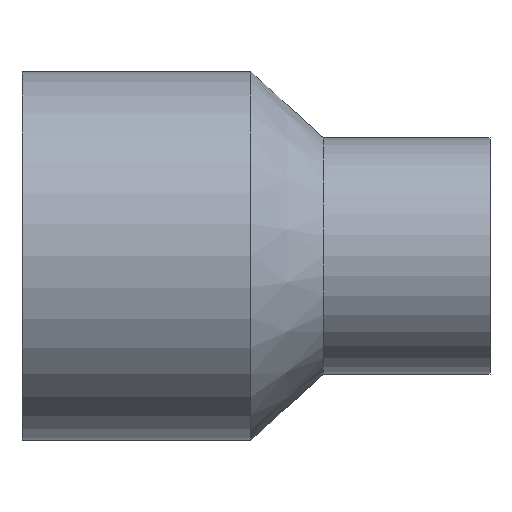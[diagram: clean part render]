
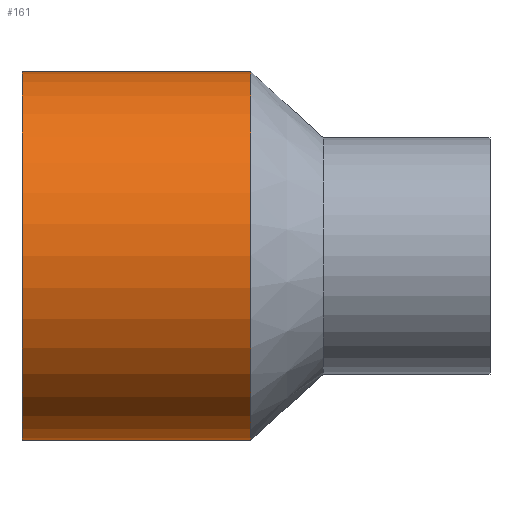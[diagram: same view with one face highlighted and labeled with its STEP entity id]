
A CAD part, top view. The second image highlights one B-rep face of the part: STEP entity #161.
In plain terms, the highlighted cylindrical face has radius 125 mm (diameter 250 mm), a partial arc.
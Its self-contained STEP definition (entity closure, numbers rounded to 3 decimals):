
#93 = EDGE_CURVE( '', #107, #99, #228, .T. );
#99 = VERTEX_POINT( '', #235 );
#101 = EDGE_CURVE( '', #189, #99, #237, .T. );
#107 = VERTEX_POINT( '', #243 );
#111 = EDGE_CURVE( '', #189, #137, #247, .T. );
#117 = EDGE_CURVE( '', #137, #107, #254, .T. );
#137 = VERTEX_POINT( '', #279 );
#161 = ADVANCED_FACE( '', ( #306 ), #307, .T. );
#189 = VERTEX_POINT( '', #336 );
#228 = LINE( '', #373, #374 );
#235 = CARTESIAN_POINT( '', ( 0., 125., 0. ) );
#237 = CIRCLE( '', #385, 125. );
#243 = CARTESIAN_POINT( '', ( 155., 125., 0. ) );
#247 = LINE( '', #398, #399 );
#254 = CIRCLE( '', #409, 125. );
#279 = CARTESIAN_POINT( '', ( 155., -125., 0. ) );
#306 = FACE_OUTER_BOUND( '', #470, .T. );
#307 = CYLINDRICAL_SURFACE( '', #471, 125. );
#336 = CARTESIAN_POINT( '', ( 0., -125., 0. ) );
#373 = CARTESIAN_POINT( '', ( 77.5, 125., 0. ) );
#374 = VECTOR( '', #545, 1. );
#385 = AXIS2_PLACEMENT_3D( '', #557, #558, #559 );
#398 = CARTESIAN_POINT( '', ( 77.5, -125., 0. ) );
#399 = VECTOR( '', #561, 1. );
#409 = AXIS2_PLACEMENT_3D( '', #571, #572, #573 );
#470 = EDGE_LOOP( '', ( #647, #648, #649, #650 ) );
#471 = AXIS2_PLACEMENT_3D( '', #651, #652, #653 );
#545 = DIRECTION( '', ( -1., 0., 0. ) );
#557 = CARTESIAN_POINT( '', ( 0., 0., 0. ) );
#558 = DIRECTION( '', ( -1., 0., 0. ) );
#559 = DIRECTION( '', ( 0., 1., 0. ) );
#561 = DIRECTION( '', ( 1., 0., 0. ) );
#571 = CARTESIAN_POINT( '', ( 155., 0., 0. ) );
#572 = DIRECTION( '', ( -1., 0., 0. ) );
#573 = DIRECTION( '', ( 0., 1., 0. ) );
#647 = ORIENTED_EDGE( '', *, *, #93, .T. );
#648 = ORIENTED_EDGE( '', *, *, #101, .F. );
#649 = ORIENTED_EDGE( '', *, *, #111, .T. );
#650 = ORIENTED_EDGE( '', *, *, #117, .T. );
#651 = CARTESIAN_POINT( '', ( 77.5, 0., 0. ) );
#652 = DIRECTION( '', ( 1., 0., 0. ) );
#653 = DIRECTION( '', ( 0., 1., 0. ) );
